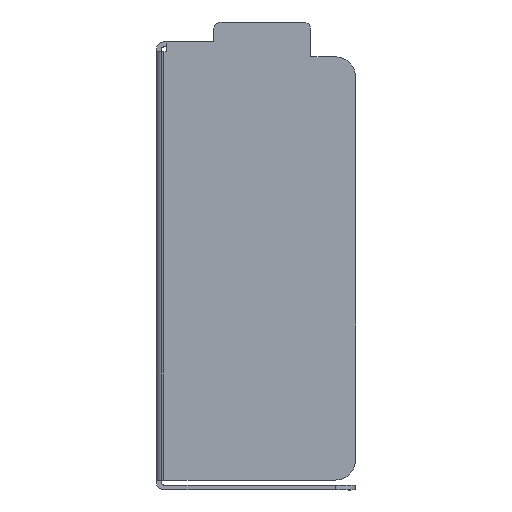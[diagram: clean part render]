
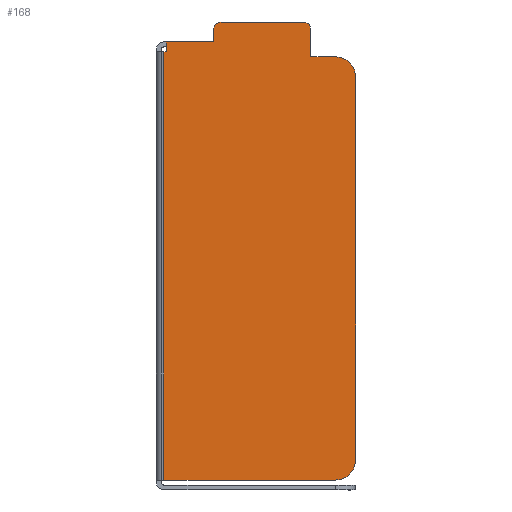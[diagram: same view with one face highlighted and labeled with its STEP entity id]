
A CAD part, left-side view. The second image highlights one B-rep face of the part: STEP entity #168.
In plain terms, the highlighted planar face has unit normal (-1, 0, 0).
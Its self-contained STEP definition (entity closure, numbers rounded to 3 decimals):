
#168=ADVANCED_FACE('',(#296),#2471,.T.);
#296=FACE_OUTER_BOUND('',#460,.T.);
#460=EDGE_LOOP('',(#1124,#1125,#1126,#1127,#1128,#1129,#1130,#1131,#1132,
#1133,#1134,#1135,#1136,#1137));
#1124=ORIENTED_EDGE('',*,*,#1486,.F.);
#1125=ORIENTED_EDGE('',*,*,#1248,.T.);
#1126=ORIENTED_EDGE('',*,*,#1485,.T.);
#1127=ORIENTED_EDGE('',*,*,#1285,.F.);
#1128=ORIENTED_EDGE('',*,*,#1280,.F.);
#1129=ORIENTED_EDGE('',*,*,#1353,.T.);
#1130=ORIENTED_EDGE('',*,*,#1281,.T.);
#1131=ORIENTED_EDGE('',*,*,#1361,.T.);
#1132=ORIENTED_EDGE('',*,*,#1342,.T.);
#1133=ORIENTED_EDGE('',*,*,#1541,.T.);
#1134=ORIENTED_EDGE('',*,*,#1231,.F.);
#1135=ORIENTED_EDGE('',*,*,#1226,.T.);
#1136=ORIENTED_EDGE('',*,*,#1233,.F.);
#1137=ORIENTED_EDGE('',*,*,#1537,.F.);
#1226=EDGE_CURVE('',#2118,#2117,#1918,.T.);
#1231=EDGE_CURVE('',#2118,#2114,#1628,.T.);
#1233=EDGE_CURVE('',#2116,#2117,#1630,.T.);
#1248=EDGE_CURVE('',#2134,#2135,#1932,.T.);
#1280=EDGE_CURVE('',#2193,#2159,#1954,.T.);
#1281=EDGE_CURVE('',#2195,#2194,#1955,.T.);
#1285=EDGE_CURVE('',#2159,#2160,#1959,.T.);
#1342=EDGE_CURVE('',#2209,#2113,#2000,.T.);
#1353=EDGE_CURVE('',#2193,#2195,#1661,.T.);
#1361=EDGE_CURVE('',#2194,#2209,#1669,.T.);
#1485=EDGE_CURVE('',#2135,#2160,#2073,.T.);
#1486=EDGE_CURVE('',#2134,#2320,#2074,.T.);
#1537=EDGE_CURVE('',#2320,#2116,#2102,.T.);
#1541=EDGE_CURVE('',#2113,#2114,#2106,.T.);
#1628=TRIMMED_CURVE($,#1772,(#3589),(#3590),.T.,.CARTESIAN.);
#1630=TRIMMED_CURVE($,#1774,(#3595),(#3596),.T.,.CARTESIAN.);
#1661=TRIMMED_CURVE($,#1805,(#3866),(#3867),.T.,.CARTESIAN.);
#1669=TRIMMED_CURVE($,#1813,(#3890),(#3891),.T.,.CARTESIAN.);
#1772=CIRCLE('',#2634,1.5);
#1774=CIRCLE('',#2636,1.5);
#1805=CIRCLE('',#2667,4.);
#1813=CIRCLE('',#2675,4.);
#1918=B_SPLINE_CURVE_WITH_KNOTS('',1,(#3578,#3579),.UNSPECIFIED.,.F.,.F.,
(2,2),(0.,16.5),.UNSPECIFIED.);
#1932=B_SPLINE_CURVE_WITH_KNOTS('',1,(#3630,#3631),.UNSPECIFIED.,.F.,.F.,
(2,2),(0.,2.),.UNSPECIFIED.);
#1954=B_SPLINE_CURVE_WITH_KNOTS('',1,(#3702,#3703),.UNSPECIFIED.,.F.,.F.,
(2,2),(0.,34.5),.UNSPECIFIED.);
#1955=B_SPLINE_CURVE_WITH_KNOTS('',1,(#3704,#3705),.UNSPECIFIED.,.F.,.F.,
(2,2),(0.,77.),.UNSPECIFIED.);
#1959=B_SPLINE_CURVE_WITH_KNOTS('',1,(#3712,#3713),.UNSPECIFIED.,.F.,.F.,
(2,2),(0.,86.),.UNSPECIFIED.);
#2000=B_SPLINE_CURVE_WITH_KNOTS('',1,(#3842,#3843),.UNSPECIFIED.,.F.,.F.,
(2,2),(0.,5.),.UNSPECIFIED.);
#2073=B_SPLINE_CURVE_WITH_KNOTS('',1,(#4188,#4189),.UNSPECIFIED.,.F.,.F.,
(2,2),(0.,0.5),.UNSPECIFIED.);
#2074=B_SPLINE_CURVE_WITH_KNOTS('',1,(#4190,#4191),.UNSPECIFIED.,.F.,.F.,
(2,2),(0.,9.5),.UNSPECIFIED.);
#2102=B_SPLINE_CURVE_WITH_KNOTS('',1,(#4310,#4311),.UNSPECIFIED.,.F.,.F.,
(2,2),(0.,2.5),.UNSPECIFIED.);
#2106=B_SPLINE_CURVE_WITH_KNOTS('',1,(#4318,#4319),.UNSPECIFIED.,.F.,.F.,
(2,2),(0.,5.5),.UNSPECIFIED.);
#2113=VERTEX_POINT('',#3327);
#2114=VERTEX_POINT('',#3328);
#2116=VERTEX_POINT('',#3330);
#2117=VERTEX_POINT('',#3331);
#2118=VERTEX_POINT('',#3332);
#2134=VERTEX_POINT('',#3348);
#2135=VERTEX_POINT('',#3349);
#2159=VERTEX_POINT('',#3373);
#2160=VERTEX_POINT('',#3374);
#2193=VERTEX_POINT('',#3407);
#2194=VERTEX_POINT('',#3408);
#2195=VERTEX_POINT('',#3409);
#2209=VERTEX_POINT('',#3423);
#2320=VERTEX_POINT('',#3534);
#2471=PLANE('',#2586);
#2586=AXIS2_PLACEMENT_3D('',#3278,#2860,$);
#2634=AXIS2_PLACEMENT_3D($,#3588,#2908,#2909);
#2636=AXIS2_PLACEMENT_3D($,#3594,#2912,#2913);
#2667=AXIS2_PLACEMENT_3D($,#3865,#2974,#2975);
#2675=AXIS2_PLACEMENT_3D($,#3889,#2990,#2991);
#2860=DIRECTION('',(-1.,0.,0.));
#2908=DIRECTION('',(1.,0.,0.));
#2909=DIRECTION('',(0.,0.,1.));
#2912=DIRECTION('',(1.,0.,0.));
#2913=DIRECTION('',(0.,1.,0.));
#2974=DIRECTION('',(-1.,0.,0.));
#2975=DIRECTION('',(0.,0.,-1.));
#2990=DIRECTION('',(-1.,0.,0.));
#2991=DIRECTION('',(0.,-1.,0.));
#3278=CARTESIAN_POINT('',(-198.,120.,-145.));
#3327=CARTESIAN_POINT('',(-198.,129.,-60.));
#3328=CARTESIAN_POINT('',(-198.,129.,-54.5));
#3330=CARTESIAN_POINT('',(-198.,148.5,-54.5));
#3331=CARTESIAN_POINT('',(-198.,147.,-53.));
#3332=CARTESIAN_POINT('',(-198.,130.5,-53.));
#3348=CARTESIAN_POINT('',(-198.,158.,-57.));
#3349=CARTESIAN_POINT('',(-198.,158.,-59.));
#3373=CARTESIAN_POINT('',(-198.,158.5,-145.));
#3374=CARTESIAN_POINT('',(-198.,158.5,-59.));
#3407=CARTESIAN_POINT('',(-198.,124.,-145.));
#3408=CARTESIAN_POINT('',(-198.,120.,-64.));
#3409=CARTESIAN_POINT('',(-198.,120.,-141.));
#3423=CARTESIAN_POINT('',(-198.,124.,-60.));
#3534=CARTESIAN_POINT('',(-198.,148.5,-57.));
#3578=CARTESIAN_POINT('',(-198.,130.5,-53.));
#3579=CARTESIAN_POINT('',(-198.,147.,-53.));
#3588=CARTESIAN_POINT('',(-198.,130.5,-54.5));
#3589=CARTESIAN_POINT('',(-198.,130.5,-53.));
#3590=CARTESIAN_POINT('',(-198.,129.,-54.5));
#3594=CARTESIAN_POINT('',(-198.,147.,-54.5));
#3595=CARTESIAN_POINT('',(-198.,148.5,-54.5));
#3596=CARTESIAN_POINT('',(-198.,147.,-53.));
#3630=CARTESIAN_POINT('',(-198.,158.,-57.));
#3631=CARTESIAN_POINT('',(-198.,158.,-59.));
#3702=CARTESIAN_POINT('',(-198.,124.,-145.));
#3703=CARTESIAN_POINT('',(-198.,158.5,-145.));
#3704=CARTESIAN_POINT('',(-198.,120.,-141.));
#3705=CARTESIAN_POINT('',(-198.,120.,-64.));
#3712=CARTESIAN_POINT('',(-198.,158.5,-145.));
#3713=CARTESIAN_POINT('',(-198.,158.5,-59.));
#3842=CARTESIAN_POINT('',(-198.,124.,-60.));
#3843=CARTESIAN_POINT('',(-198.,129.,-60.));
#3865=CARTESIAN_POINT('',(-198.,124.,-141.));
#3866=CARTESIAN_POINT('',(-198.,124.,-145.));
#3867=CARTESIAN_POINT('',(-198.,120.,-141.));
#3889=CARTESIAN_POINT('',(-198.,124.,-64.));
#3890=CARTESIAN_POINT('',(-198.,120.,-64.));
#3891=CARTESIAN_POINT('',(-198.,124.,-60.));
#4188=CARTESIAN_POINT('',(-198.,158.,-59.));
#4189=CARTESIAN_POINT('',(-198.,158.5,-59.));
#4190=CARTESIAN_POINT('',(-198.,158.,-57.));
#4191=CARTESIAN_POINT('',(-198.,148.5,-57.));
#4310=CARTESIAN_POINT('',(-198.,148.5,-57.));
#4311=CARTESIAN_POINT('',(-198.,148.5,-54.5));
#4318=CARTESIAN_POINT('',(-198.,129.,-60.));
#4319=CARTESIAN_POINT('',(-198.,129.,-54.5));
